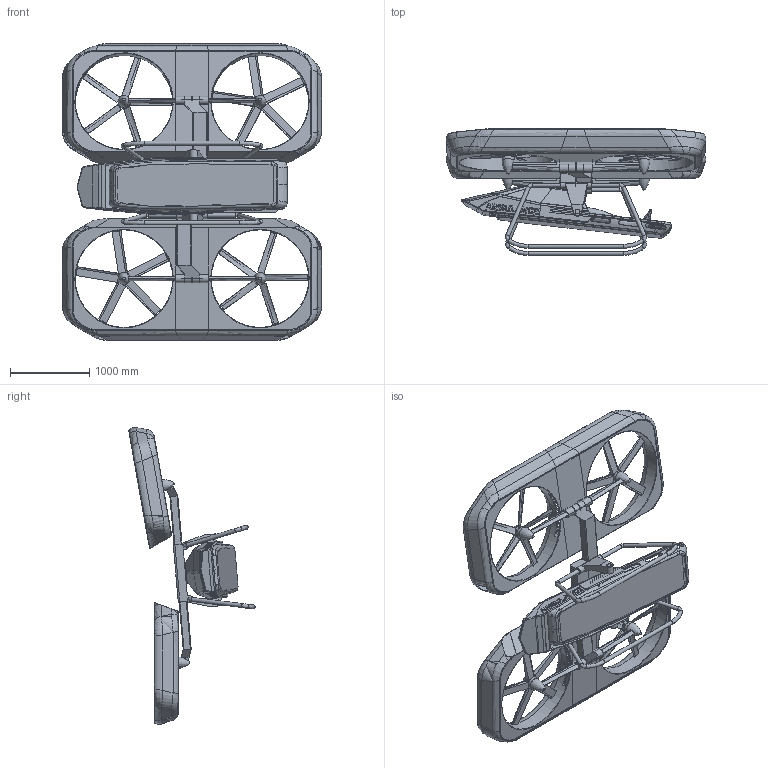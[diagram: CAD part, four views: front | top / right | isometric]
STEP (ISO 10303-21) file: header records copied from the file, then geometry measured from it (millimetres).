
FILE_DESCRIPTION(('FreeCAD Model'),'2;1');
FILE_NAME('Open CASCADE Shape Model','2025-04-29T12:01:30',('FreeCAD'),( 'FreeCAD'),'Open CASCADE STEP processor 7.6','FreeCAD','Unknown');
FILE_SCHEMA(('AUTOMOTIVE_DESIGN { 1 0 10303 214 1 1 1 1 }'));
Products named in the file (1): Open CASCADE STEP translator 7.6 1
Bounding box: 3276.09 x 1594.09 x 3746.72 mm (x, y, z)
Volume: 1350801902.2 mm3; surface area: 50399754.6 mm2
Topology: 158 solids, 158 shells, 2637 faces, 6515 edges, 4154 vertices
Faces by surface type: bspline 2637
Entity records: 634335 total; most frequent: CARTESIAN_POINT 595906, ORIENTED_EDGE 12902, EDGE_CURVE 6451, B_SPLINE_CURVE_WITH_KNOTS 4631, VERTEX_POINT 4158, FACE_BOUND 2823, EDGE_LOOP 2821, ADVANCED_FACE 2637
